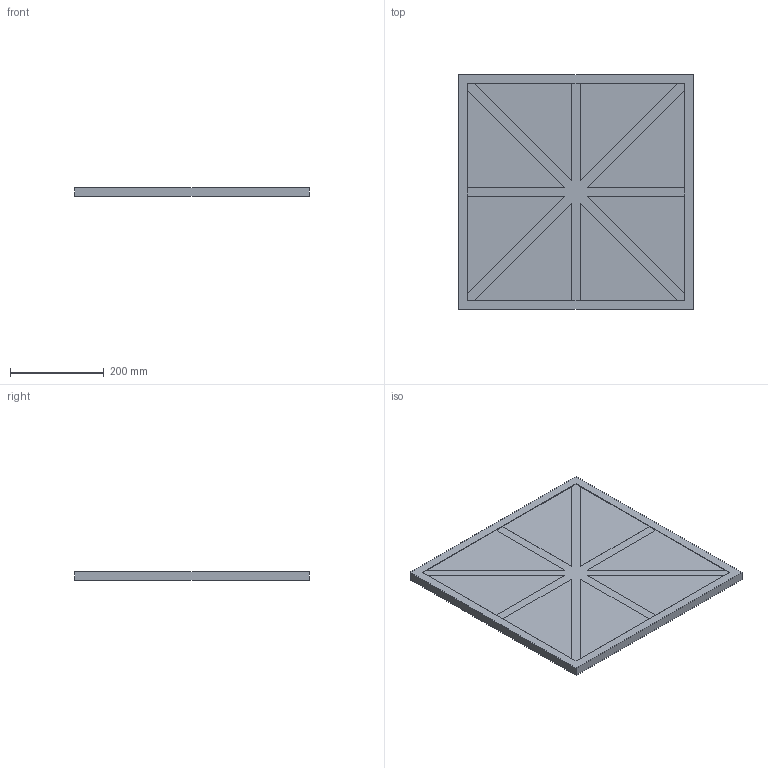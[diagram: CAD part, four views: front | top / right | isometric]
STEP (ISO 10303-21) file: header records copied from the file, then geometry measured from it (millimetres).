
FILE_DESCRIPTION (( 'STEP AP214' ), '1' );
FILE_NAME ('20x20x1 Filter Model.STEP', '2023-02-26T21:00:52', ( '' ), ( '' ), 'SwSTEP 2.0', 'SolidWorks 2010', '' );
FILE_SCHEMA (( 'AUTOMOTIVE_DESIGN' ));
Length unit declared in the file: millimetre
Products named in the file (1): 20x20x1 Filter Model
Bounding box: 501.65 x 501.65 x 19.05 mm (x, y, z)
Volume: 4355740.6 mm3; surface area: 546080.2 mm2
Topology: 1 solids, 1 shells, 64 faces, 180 edges, 120 vertices
Faces by surface type: plane 64
Entity records: 2058 total; most frequent: CARTESIAN_POINT 365, ORIENTED_EDGE 360, DIRECTION 310, LINE 180, VECTOR 180, EDGE_CURVE 180, VERTEX_POINT 120, EDGE_LOOP 66
